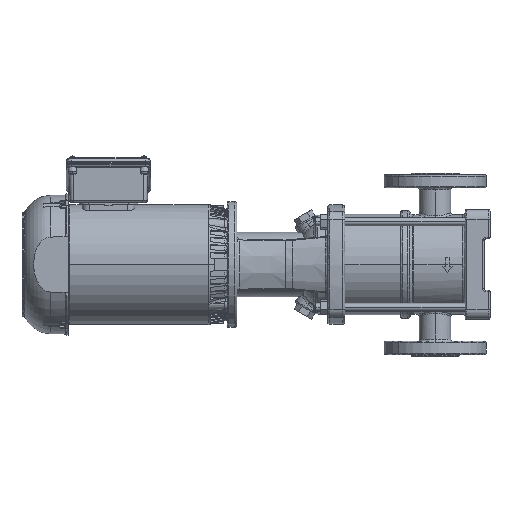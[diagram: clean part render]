
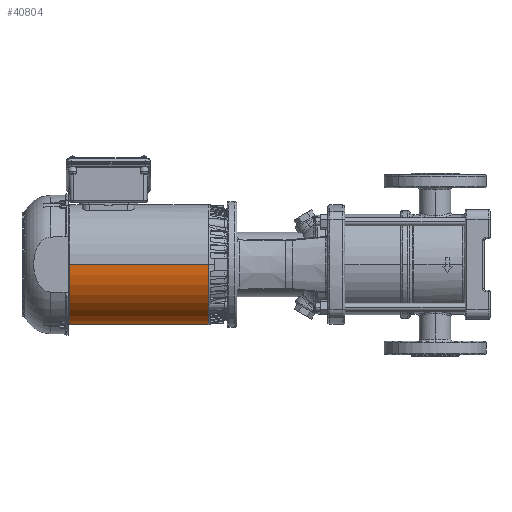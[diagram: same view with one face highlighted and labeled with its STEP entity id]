
A CAD part, left-side view. The second image highlights one B-rep face of the part: STEP entity #40804.
In plain terms, the highlighted cylindrical face has radius 81.875 mm (diameter 163.75 mm), a partial arc.
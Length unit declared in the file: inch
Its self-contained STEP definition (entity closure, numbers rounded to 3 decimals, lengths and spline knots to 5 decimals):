
#2405 = LINE ( 'NONE', #69071, #22654 ) ;
#2785 = ORIENTED_EDGE ( 'NONE', *, *, #72912, .T. ) ;
#9152 = VERTEX_POINT ( 'NONE', #64715 ) ;
#9735 = EDGE_CURVE ( 'NONE', #108021, #103554, #24134, .T. ) ;
#10691 = FACE_OUTER_BOUND ( 'NONE', #92245, .T. ) ;
#11937 = CARTESIAN_POINT ( 'NONE',  ( -4.24411, -3.77467, 0. ) ) ;
#13539 = AXIS2_PLACEMENT_3D ( 'NONE', #55777, #65554, #105400 ) ;
#18884 = CARTESIAN_POINT ( 'NONE',  ( 24.31167, -0.55125, 0. ) ) ;
#22654 = VECTOR ( 'NONE', #102365, 39.37008 ) ;
#24134 = LINE ( 'NONE', #42144, #44855 ) ;
#25191 = DIRECTION ( 'NONE',  ( 1., 0., 0. ) ) ;
#36208 = DIRECTION ( 'NONE',  ( 0., 1., 0. ) ) ;
#38919 = ORIENTED_EDGE ( 'NONE', *, *, #59963, .F. ) ;
#40804 = ADVANCED_FACE ( 'NONE', ( #10691 ), #58792, .T. ) ;
#41478 = CIRCLE ( 'NONE', #13539, 3.22343 ) ;
#42144 = CARTESIAN_POINT ( 'NONE',  ( 24.31167, -3.77467, 0. ) ) ;
#44855 = VECTOR ( 'NONE', #25191, 39.37008 ) ;
#46379 = AXIS2_PLACEMENT_3D ( 'NONE', #67902, #76051, #36208 ) ;
#48261 = AXIS2_PLACEMENT_3D ( 'NONE', #18884, #66971, #76791 ) ;
#51349 = VERTEX_POINT ( 'NONE', #68146 ) ;
#55777 = CARTESIAN_POINT ( 'NONE',  ( -4.24411, -0.55125, 0. ) ) ;
#55974 = ORIENTED_EDGE ( 'NONE', *, *, #89537, .T. ) ;
#58792 = CYLINDRICAL_SURFACE ( 'NONE', #48261, 3.22343 ) ;
#59963 = EDGE_CURVE ( 'NONE', #9152, #51349, #2405, .T. ) ;
#64715 = CARTESIAN_POINT ( 'NONE',  ( 3.23621, -0.55125, -3.22343 ) ) ;
#65554 = DIRECTION ( 'NONE',  ( 1., 0., 0. ) ) ;
#66971 = DIRECTION ( 'NONE',  ( -1., 0., 0. ) ) ;
#67902 = CARTESIAN_POINT ( 'NONE',  ( 3.23621, -0.55125, 0. ) ) ;
#68146 = CARTESIAN_POINT ( 'NONE',  ( -4.24411, -0.55125, -3.22343 ) ) ;
#69071 = CARTESIAN_POINT ( 'NONE',  ( 24.31167, -0.55125, -3.22343 ) ) ;
#72912 = EDGE_CURVE ( 'NONE', #108021, #51349, #41478, .T. ) ;
#76051 = DIRECTION ( 'NONE',  ( -1., 0., 0. ) ) ;
#76665 = ORIENTED_EDGE ( 'NONE', *, *, #9735, .F. ) ;
#76791 = DIRECTION ( 'NONE',  ( 0., 0., 1. ) ) ;
#77710 = CIRCLE ( 'NONE', #46379, 3.22343 ) ;
#86295 = CARTESIAN_POINT ( 'NONE',  ( 3.23621, -3.77467, 0. ) ) ;
#89537 = EDGE_CURVE ( 'NONE', #9152, #103554, #77710, .T. ) ;
#92245 = EDGE_LOOP ( 'NONE', ( #38919, #55974, #76665, #2785 ) ) ;
#102365 = DIRECTION ( 'NONE',  ( -1., 0., 0. ) ) ;
#103554 = VERTEX_POINT ( 'NONE', #86295 ) ;
#105400 = DIRECTION ( 'NONE',  ( 0., 0., -1. ) ) ;
#108021 = VERTEX_POINT ( 'NONE', #11937 ) ;
